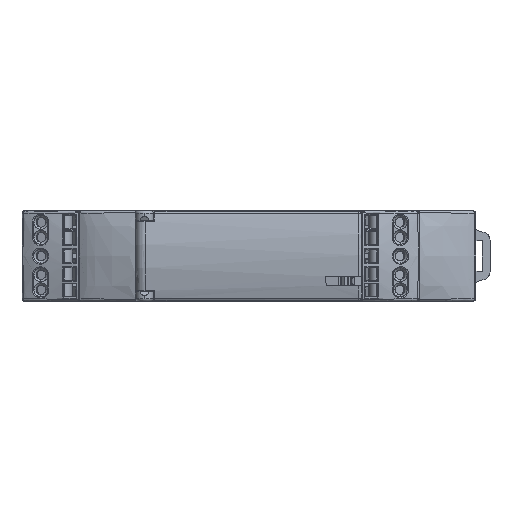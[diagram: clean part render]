
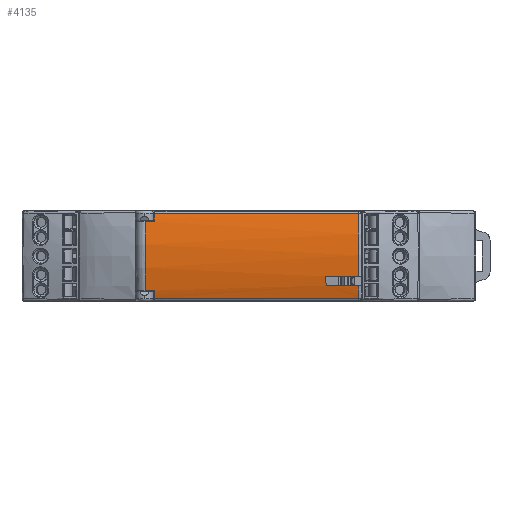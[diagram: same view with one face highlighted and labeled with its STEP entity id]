
A CAD part, left-side view. The second image highlights one B-rep face of the part: STEP entity #4135.
In plain terms, the highlighted cylindrical face has radius 30 mm (diameter 60 mm), a partial arc.
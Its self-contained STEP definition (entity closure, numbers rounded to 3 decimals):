
#4135=ADVANCED_FACE('',(#12170),#12171,.T.);
#12170=FACE_OUTER_BOUND('',#24771,.T.);
#12171=CYLINDRICAL_SURFACE('',#24772,30.0);
#24771=EDGE_LOOP('',(#58204,#58205,#58206,#58207,#58208,#58209,#58210,#58211,#58212,#58213,#58214,#58215,#58216,#58217));
#24772=AXIS2_PLACEMENT_3D('',#58218,#58219,#58220);
#58204=ORIENTED_EDGE('',*,*,#70588,.F.);
#58205=ORIENTED_EDGE('',*,*,#70589,.T.);
#58206=ORIENTED_EDGE('',*,*,#70590,.F.);
#58207=ORIENTED_EDGE('',*,*,#70591,.T.);
#58208=ORIENTED_EDGE('',*,*,#70592,.T.);
#58209=ORIENTED_EDGE('',*,*,#70593,.F.);
#58210=ORIENTED_EDGE('',*,*,#70594,.T.);
#58211=ORIENTED_EDGE('',*,*,#70509,.F.);
#58212=ORIENTED_EDGE('',*,*,#70507,.T.);
#58213=ORIENTED_EDGE('',*,*,#70582,.T.);
#58214=ORIENTED_EDGE('',*,*,#70587,.T.);
#58215=ORIENTED_EDGE('',*,*,#70595,.T.);
#58216=ORIENTED_EDGE('',*,*,#70596,.F.);
#58217=ORIENTED_EDGE('',*,*,#70597,.T.);
#58218=CARTESIAN_POINT('',(21.5,22.4,8.935));
#58219=DIRECTION('',(0.0,-1.0,0.0));
#58220=DIRECTION('',(0.0,0.0,1.0));
#70507=EDGE_CURVE('',#88921,#88919,#88922,.T.);
#70509=EDGE_CURVE('',#88921,#88924,#88925,.T.);
#70582=EDGE_CURVE('',#88919,#89056,#89058,.T.);
#70587=EDGE_CURVE('',#89056,#89063,#89065,.T.);
#70588=EDGE_CURVE('',#89066,#89067,#89068,.T.);
#70589=EDGE_CURVE('',#89066,#89069,#89070,.T.);
#70590=EDGE_CURVE('',#89071,#89069,#89072,.T.);
#70591=EDGE_CURVE('',#89071,#89073,#89074,.T.);
#70592=EDGE_CURVE('',#89073,#89075,#89076,.T.);
#70593=EDGE_CURVE('',#89077,#89075,#89078,.T.);
#70594=EDGE_CURVE('',#89077,#88924,#89079,.T.);
#70595=EDGE_CURVE('',#89063,#89080,#89081,.T.);
#70596=EDGE_CURVE('',#89082,#89080,#89083,.T.);
#70597=EDGE_CURVE('',#89082,#89067,#89084,.T.);
#88919=VERTEX_POINT('',#120473);
#88921=VERTEX_POINT('',#120475);
#88922=CIRCLE('',#120476,30.0);
#88924=VERTEX_POINT('',#120485);
#88925=LINE('',#120486,#120487);
#89056=VERTEX_POINT('',#120737);
#89058=LINE('',#120743,#120744);
#89063=VERTEX_POINT('',#120752);
#89065=B_SPLINE_CURVE_WITH_KNOTS('',3,(#120755,#120756,#120757,#120758),.UNSPECIFIED.,.F.,.F.,(4,4),(0.0,1.0),.UNSPECIFIED.);
#89066=VERTEX_POINT('',#120759);
#89067=VERTEX_POINT('',#120760);
#89068=LINE('',#120761,#120762);
#89069=VERTEX_POINT('',#120763);
#89070=CIRCLE('',#120764,30.0);
#89071=VERTEX_POINT('',#120765);
#89072=B_SPLINE_CURVE_WITH_KNOTS('',3,(#120766,#120767,#120768,#120769),.UNSPECIFIED.,.F.,.F.,(4,4),(0.0,1.0),.UNSPECIFIED.);
#89073=VERTEX_POINT('',#120770);
#89074=LINE('',#120771,#120772);
#89075=VERTEX_POINT('',#120773);
#89076=CIRCLE('',#120774,30.0);
#89077=VERTEX_POINT('',#120775);
#89078=LINE('',#120776,#120777);
#89079=B_SPLINE_CURVE_WITH_KNOTS('',3,(#120778,#120779,#120780,#120781),.UNSPECIFIED.,.F.,.F.,(4,4),(0.0,1.0),.UNSPECIFIED.);
#89080=VERTEX_POINT('',#120782);
#89081=CIRCLE('',#120783,30.0);
#89082=VERTEX_POINT('',#120784);
#89083=LINE('',#120785,#120786);
#89084=CIRCLE('',#120787,30.0);
#120473=CARTESIAN_POINT('',(-7.273,-21.8,17.427));
#120475=CARTESIAN_POINT('',(-8.225,-21.8,4.885));
#120476=AXIS2_PLACEMENT_3D('',#135697,#135698,#135699);
#120485=CARTESIAN_POINT('',(-8.225,-15.159,4.885));
#120486=CARTESIAN_POINT('',(-8.225,-21.8,4.885));
#120487=VECTOR('',#135700,6.641);
#120737=CARTESIAN_POINT('',(-7.273,18.766,17.427));
#120743=CARTESIAN_POINT('',(-7.273,-21.8,17.427));
#120744=VECTOR('',#135782,40.566);
#120752=CARTESIAN_POINT('',(-7.4,18.8,16.984));
#120755=CARTESIAN_POINT('',(-7.273,18.766,17.427));
#120756=CARTESIAN_POINT('',(-7.317,18.778,17.279));
#120757=CARTESIAN_POINT('',(-7.359,18.789,17.132));
#120758=CARTESIAN_POINT('',(-7.4,18.8,16.984));
#120759=CARTESIAN_POINT('',(-7.705,18.8,2.075));
#120760=CARTESIAN_POINT('',(-7.705,20.6,2.075));
#120761=CARTESIAN_POINT('',(-7.705,18.8,2.075));
#120762=VECTOR('',#135787,1.8);
#120763=CARTESIAN_POINT('',(-7.4,18.8,0.886));
#120764=AXIS2_PLACEMENT_3D('',#135788,#135789,#135790);
#120765=CARTESIAN_POINT('',(-7.273,18.766,0.443));
#120766=CARTESIAN_POINT('',(-7.273,18.766,0.443));
#120767=CARTESIAN_POINT('',(-7.317,18.778,0.591));
#120768=CARTESIAN_POINT('',(-7.359,18.789,0.738));
#120769=CARTESIAN_POINT('',(-7.4,18.8,0.886));
#120770=CARTESIAN_POINT('',(-7.273,-21.8,0.443));
#120771=CARTESIAN_POINT('',(-7.273,18.766,0.443));
#120772=VECTOR('',#135791,40.566);
#120773=CARTESIAN_POINT('',(-7.924,-21.8,3.085));
#120774=AXIS2_PLACEMENT_3D('',#135792,#135793,#135794);
#120775=CARTESIAN_POINT('',(-7.924,-15.332,3.085));
#120776=CARTESIAN_POINT('',(-7.924,-15.332,3.085));
#120777=VECTOR('',#135795,6.468);
#120778=CARTESIAN_POINT('',(-7.924,-15.332,3.085));
#120779=CARTESIAN_POINT('',(-8.043,-15.264,3.681));
#120780=CARTESIAN_POINT('',(-8.143,-15.206,4.281));
#120781=CARTESIAN_POINT('',(-8.225,-15.159,4.885));
#120782=CARTESIAN_POINT('',(-7.705,18.8,15.795));
#120783=AXIS2_PLACEMENT_3D('',#135796,#135797,#135798);
#120784=CARTESIAN_POINT('',(-7.705,20.6,15.795));
#120785=CARTESIAN_POINT('',(-7.705,20.6,15.795));
#120786=VECTOR('',#135799,1.8);
#120787=AXIS2_PLACEMENT_3D('',#135800,#135801,#135802);
#135697=CARTESIAN_POINT('',(21.5,-21.8,8.935));
#135698=DIRECTION('',(0.0,1.0,0.0));
#135699=DIRECTION('',(-0.991,0.0,-0.135));
#135700=DIRECTION('',(0.0,1.0,0.0));
#135782=DIRECTION('',(0.0,1.0,0.0));
#135787=DIRECTION('',(0.0,1.0,0.));
#135788=CARTESIAN_POINT('',(21.5,18.8,8.935));
#135789=DIRECTION('',(0.0,-1.0,-0.0));
#135790=DIRECTION('',(-0.974,0.0,-0.229));
#135791=DIRECTION('',(0.0,-1.0,0.0));
#135792=CARTESIAN_POINT('',(21.5,-21.8,8.935));
#135793=DIRECTION('',(0.0,1.0,0.0));
#135794=DIRECTION('',(-0.959,0.0,-0.283));
#135795=DIRECTION('',(0.,-1.0,0.0));
#135796=CARTESIAN_POINT('',(21.5,18.8,8.935));
#135797=DIRECTION('',(0.0,-1.0,0.0));
#135798=DIRECTION('',(-0.963,0.0,0.268));
#135799=DIRECTION('',(-0.0,-1.0,0.));
#135800=CARTESIAN_POINT('',(21.5,20.6,8.935));
#135801=DIRECTION('',(0.0,-1.0,0.0));
#135802=DIRECTION('',(-0.974,0.0,0.229));
